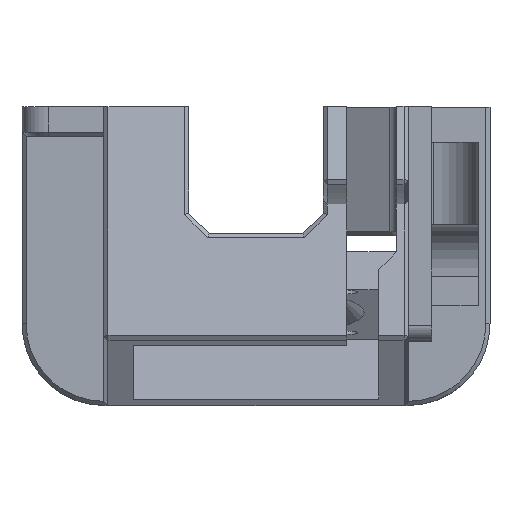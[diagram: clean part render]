
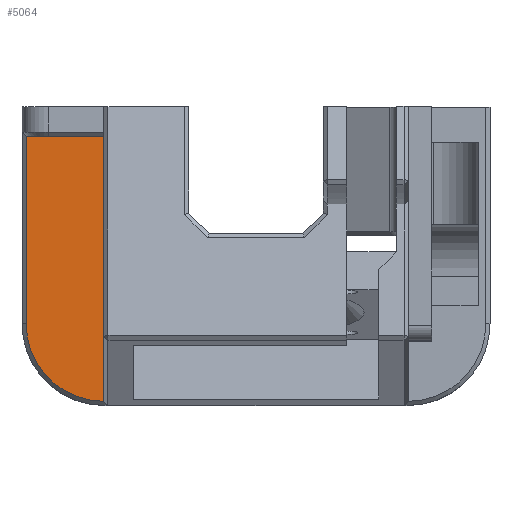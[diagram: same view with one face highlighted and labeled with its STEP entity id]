
A CAD part, top view. The second image highlights one B-rep face of the part: STEP entity #5064.
In plain terms, the highlighted planar face has unit normal (0, 0, 1).
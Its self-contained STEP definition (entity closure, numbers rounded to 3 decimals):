
#465 = PLANE('',#466);
#466 = AXIS2_PLACEMENT_3D('',#467,#468,#469);
#467 = CARTESIAN_POINT('',(-26.,-25.5,23.89));
#468 = DIRECTION('',(-1.,0.,0.));
#469 = DIRECTION('',(0.,0.,1.));
#726 = PLANE('',#727);
#727 = AXIS2_PLACEMENT_3D('',#728,#729,#730);
#728 = CARTESIAN_POINT('',(-11.85,-12.75,5.15));
#729 = DIRECTION('',(0.707,0.,0.707));
#730 = DIRECTION('',(0.707,0.,-0.707));
#1711 = VERTEX_POINT('',#1712);
#1712 = CARTESIAN_POINT('',(-26.,-32.711,5.5));
#1726 = PLANE('',#1727);
#1727 = AXIS2_PLACEMENT_3D('',#1728,#1729,#1730);
#1728 = CARTESIAN_POINT('',(-18.75,-25.461,18.82));
#1729 = DIRECTION('',(-0.707,0.707,0.));
#1730 = DIRECTION('',(0.,0.,1.));
#1738 = EDGE_CURVE('',#1739,#1711,#1741,.T.);
#1739 = VERTEX_POINT('',#1740);
#1740 = CARTESIAN_POINT('',(-26.,-50.283,5.5));
#1741 = SURFACE_CURVE('',#1742,(#1746,#1753),.PCURVE_S1.);
#1742 = LINE('',#1743,#1744);
#1743 = CARTESIAN_POINT('',(-26.,-25.5,5.5));
#1744 = VECTOR('',#1745,1.);
#1745 = DIRECTION('',(0.,1.,0.));
#1746 = PCURVE('',#465,#1747);
#1747 = DEFINITIONAL_REPRESENTATION('',(#1748),#1752);
#1748 = LINE('',#1749,#1750);
#1749 = CARTESIAN_POINT('',(-18.39,0.));
#1750 = VECTOR('',#1751,1.);
#1751 = DIRECTION('',(0.,1.));
#1752 = ( GEOMETRIC_REPRESENTATION_CONTEXT(2) 
PARAMETRIC_REPRESENTATION_CONTEXT() REPRESENTATION_CONTEXT('2D SPACE',''
  ) );
#1753 = PCURVE('',#1754,#1759);
#1754 = PLANE('',#1755);
#1755 = AXIS2_PLACEMENT_3D('',#1756,#1757,#1758);
#1756 = CARTESIAN_POINT('',(0.,-25.5,5.5));
#1757 = DIRECTION('',(0.,0.,1.));
#1758 = DIRECTION('',(1.,0.,0.));
#1759 = DEFINITIONAL_REPRESENTATION('',(#1760),#1764);
#1760 = LINE('',#1761,#1762);
#1761 = CARTESIAN_POINT('',(-26.,0.));
#1762 = VECTOR('',#1763,1.);
#1763 = DIRECTION('',(0.,1.));
#1764 = ( GEOMETRIC_REPRESENTATION_CONTEXT(2) 
PARAMETRIC_REPRESENTATION_CONTEXT() REPRESENTATION_CONTEXT('2D SPACE',''
  ) );
#1780 = PLANE('',#1781);
#1781 = AXIS2_PLACEMENT_3D('',#1782,#1783,#1784);
#1782 = CARTESIAN_POINT('',(-25.65,-42.532,42.264));
#1783 = DIRECTION('',(-0.707,-0.691,0.152));
#1784 = DIRECTION('',(0.211,0.,0.978)
  );
#1943 = PLANE('',#1944);
#1944 = AXIS2_PLACEMENT_3D('',#1945,#1946,#1947);
#1945 = CARTESIAN_POINT('',(-33.,-5.,12.125));
#1946 = DIRECTION('',(0.,1.,0.));
#1947 = DIRECTION('',(1.,0.,0.));
#2626 = PLANE('',#2627);
#2627 = AXIS2_PLACEMENT_3D('',#2628,#2629,#2630);
#2628 = CARTESIAN_POINT('',(-39.65,-31.25,5.15));
#2629 = DIRECTION('',(-0.707,0.,0.707));
#2630 = DIRECTION('',(0.707,0.,0.707));
#3160 = EDGE_CURVE('',#3161,#3163,#3165,.T.);
#3161 = VERTEX_POINT('',#3162);
#3162 = CARTESIAN_POINT('',(-12.2,-5.,5.5));
#3163 = VERTEX_POINT('',#3164);
#3164 = CARTESIAN_POINT('',(-12.2,-18.911,5.5));
#3165 = SURFACE_CURVE('',#3166,(#3170,#3177),.PCURVE_S1.);
#3166 = LINE('',#3167,#3168);
#3167 = CARTESIAN_POINT('',(-12.2,-12.75,5.5));
#3168 = VECTOR('',#3169,1.);
#3169 = DIRECTION('',(0.,-1.,0.));
#3170 = PCURVE('',#726,#3171);
#3171 = DEFINITIONAL_REPRESENTATION('',(#3172),#3176);
#3172 = LINE('',#3173,#3174);
#3173 = CARTESIAN_POINT('',(-0.495,0.));
#3174 = VECTOR('',#3175,1.);
#3175 = DIRECTION('',(0.,-1.));
#3176 = ( GEOMETRIC_REPRESENTATION_CONTEXT(2) 
PARAMETRIC_REPRESENTATION_CONTEXT() REPRESENTATION_CONTEXT('2D SPACE',''
  ) );
#3177 = PCURVE('',#1754,#3178);
#3178 = DEFINITIONAL_REPRESENTATION('',(#3179),#3183);
#3179 = LINE('',#3180,#3181);
#3180 = CARTESIAN_POINT('',(-12.2,12.75));
#3181 = VECTOR('',#3182,1.);
#3182 = DIRECTION('',(0.,-1.));
#3183 = ( GEOMETRIC_REPRESENTATION_CONTEXT(2) 
PARAMETRIC_REPRESENTATION_CONTEXT() REPRESENTATION_CONTEXT('2D SPACE',''
  ) );
#5042 = EDGE_CURVE('',#1711,#3163,#5043,.T.);
#5043 = SURFACE_CURVE('',#5044,(#5048,#5055),.PCURVE_S1.);
#5044 = LINE('',#5045,#5046);
#5045 = CARTESIAN_POINT('',(-14.072,-20.783,5.5));
#5046 = VECTOR('',#5047,1.);
#5047 = DIRECTION('',(0.707,0.707,0.));
#5048 = PCURVE('',#1726,#5049);
#5049 = DEFINITIONAL_REPRESENTATION('',(#5050),#5054);
#5050 = LINE('',#5051,#5052);
#5051 = CARTESIAN_POINT('',(-13.32,6.615));
#5052 = VECTOR('',#5053,1.);
#5053 = DIRECTION('',(0.,1.));
#5054 = ( GEOMETRIC_REPRESENTATION_CONTEXT(2) 
PARAMETRIC_REPRESENTATION_CONTEXT() REPRESENTATION_CONTEXT('2D SPACE',''
  ) );
#5055 = PCURVE('',#1754,#5056);
#5056 = DEFINITIONAL_REPRESENTATION('',(#5057),#5061);
#5057 = LINE('',#5058,#5059);
#5058 = CARTESIAN_POINT('',(-14.072,4.717));
#5059 = VECTOR('',#5060,1.);
#5060 = DIRECTION('',(0.707,0.707));
#5061 = ( GEOMETRIC_REPRESENTATION_CONTEXT(2) 
PARAMETRIC_REPRESENTATION_CONTEXT() REPRESENTATION_CONTEXT('2D SPACE',''
  ) );
#5064 = ADVANCED_FACE('',(#5065),#1754,.T.);
#5065 = FACE_BOUND('',#5066,.T.);
#5066 = EDGE_LOOP('',(#5067,#5068,#5091,#5114,#5143,#5164,#5165));
#5067 = ORIENTED_EDGE('',*,*,#3160,.F.);
#5068 = ORIENTED_EDGE('',*,*,#5069,.F.);
#5069 = EDGE_CURVE('',#5070,#3161,#5072,.T.);
#5070 = VERTEX_POINT('',#5071);
#5071 = CARTESIAN_POINT('',(-39.3,-5.,5.5));
#5072 = SURFACE_CURVE('',#5073,(#5077,#5084),.PCURVE_S1.);
#5073 = LINE('',#5074,#5075);
#5074 = CARTESIAN_POINT('',(-26.,-5.,5.5));
#5075 = VECTOR('',#5076,1.);
#5076 = DIRECTION('',(1.,0.,0.));
#5077 = PCURVE('',#1754,#5078);
#5078 = DEFINITIONAL_REPRESENTATION('',(#5079),#5083);
#5079 = LINE('',#5080,#5081);
#5080 = CARTESIAN_POINT('',(-26.,20.5));
#5081 = VECTOR('',#5082,1.);
#5082 = DIRECTION('',(1.,0.));
#5083 = ( GEOMETRIC_REPRESENTATION_CONTEXT(2) 
PARAMETRIC_REPRESENTATION_CONTEXT() REPRESENTATION_CONTEXT('2D SPACE',''
  ) );
#5084 = PCURVE('',#1943,#5085);
#5085 = DEFINITIONAL_REPRESENTATION('',(#5086),#5090);
#5086 = LINE('',#5087,#5088);
#5087 = CARTESIAN_POINT('',(7.,6.625));
#5088 = VECTOR('',#5089,1.);
#5089 = DIRECTION('',(1.,0.));
#5090 = ( GEOMETRIC_REPRESENTATION_CONTEXT(2) 
PARAMETRIC_REPRESENTATION_CONTEXT() REPRESENTATION_CONTEXT('2D SPACE',''
  ) );
#5091 = ORIENTED_EDGE('',*,*,#5092,.F.);
#5092 = EDGE_CURVE('',#5093,#5070,#5095,.T.);
#5093 = VERTEX_POINT('',#5094);
#5094 = CARTESIAN_POINT('',(-39.3,-37.,5.5));
#5095 = SURFACE_CURVE('',#5096,(#5100,#5107),.PCURVE_S1.);
#5096 = LINE('',#5097,#5098);
#5097 = CARTESIAN_POINT('',(-39.3,-31.25,5.5));
#5098 = VECTOR('',#5099,1.);
#5099 = DIRECTION('',(0.,1.,0.));
#5100 = PCURVE('',#1754,#5101);
#5101 = DEFINITIONAL_REPRESENTATION('',(#5102),#5106);
#5102 = LINE('',#5103,#5104);
#5103 = CARTESIAN_POINT('',(-39.3,-5.75));
#5104 = VECTOR('',#5105,1.);
#5105 = DIRECTION('',(0.,1.));
#5106 = ( GEOMETRIC_REPRESENTATION_CONTEXT(2) 
PARAMETRIC_REPRESENTATION_CONTEXT() REPRESENTATION_CONTEXT('2D SPACE',''
  ) );
#5107 = PCURVE('',#2626,#5108);
#5108 = DEFINITIONAL_REPRESENTATION('',(#5109),#5113);
#5109 = LINE('',#5110,#5111);
#5110 = CARTESIAN_POINT('',(0.495,0.));
#5111 = VECTOR('',#5112,1.);
#5112 = DIRECTION('',(0.,1.));
#5113 = ( GEOMETRIC_REPRESENTATION_CONTEXT(2) 
PARAMETRIC_REPRESENTATION_CONTEXT() REPRESENTATION_CONTEXT('2D SPACE',''
  ) );
#5114 = ORIENTED_EDGE('',*,*,#5115,.T.);
#5115 = EDGE_CURVE('',#5093,#5116,#5118,.T.);
#5116 = VERTEX_POINT('',#5117);
#5117 = CARTESIAN_POINT('',(-25.984,-50.3,5.5));
#5118 = SURFACE_CURVE('',#5119,(#5124,#5131),.PCURVE_S1.);
#5119 = CIRCLE('',#5120,13.3);
#5120 = AXIS2_PLACEMENT_3D('',#5121,#5122,#5123);
#5121 = CARTESIAN_POINT('',(-26.,-37.,5.5));
#5122 = DIRECTION('',(0.,0.,1.));
#5123 = DIRECTION('',(-1.,0.,0.));
#5124 = PCURVE('',#1754,#5125);
#5125 = DEFINITIONAL_REPRESENTATION('',(#5126),#5130);
#5126 = CIRCLE('',#5127,13.3);
#5127 = AXIS2_PLACEMENT_2D('',#5128,#5129);
#5128 = CARTESIAN_POINT('',(-26.,-11.5));
#5129 = DIRECTION('',(-1.,0.));
#5130 = ( GEOMETRIC_REPRESENTATION_CONTEXT(2) 
PARAMETRIC_REPRESENTATION_CONTEXT() REPRESENTATION_CONTEXT('2D SPACE',''
  ) );
#5131 = PCURVE('',#5132,#5137);
#5132 = CONICAL_SURFACE('',#5133,13.65,0.785);
#5133 = AXIS2_PLACEMENT_3D('',#5134,#5135,#5136);
#5134 = CARTESIAN_POINT('',(-26.,-37.,5.15));
#5135 = DIRECTION('',(0.,0.,-1.));
#5136 = DIRECTION('',(-1.,0.,0.));
#5137 = DEFINITIONAL_REPRESENTATION('',(#5138),#5142);
#5138 = LINE('',#5139,#5140);
#5139 = CARTESIAN_POINT('',(6.283,-0.35));
#5140 = VECTOR('',#5141,1.);
#5141 = DIRECTION('',(-1.,0.));
#5142 = ( GEOMETRIC_REPRESENTATION_CONTEXT(2) 
PARAMETRIC_REPRESENTATION_CONTEXT() REPRESENTATION_CONTEXT('2D SPACE',''
  ) );
#5143 = ORIENTED_EDGE('',*,*,#5144,.T.);
#5144 = EDGE_CURVE('',#5116,#1739,#5145,.T.);
#5145 = SURFACE_CURVE('',#5146,(#5150,#5157),.PCURVE_S1.);
#5146 = LINE('',#5147,#5148);
#5147 = CARTESIAN_POINT('',(-27.7,-48.542,5.5));
#5148 = VECTOR('',#5149,1.);
#5149 = DIRECTION('',(-0.699,0.715,0.));
#5150 = PCURVE('',#1754,#5151);
#5151 = DEFINITIONAL_REPRESENTATION('',(#5152),#5156);
#5152 = LINE('',#5153,#5154);
#5153 = CARTESIAN_POINT('',(-27.7,-23.042));
#5154 = VECTOR('',#5155,1.);
#5155 = DIRECTION('',(-0.699,0.715));
#5156 = ( GEOMETRIC_REPRESENTATION_CONTEXT(2) 
PARAMETRIC_REPRESENTATION_CONTEXT() REPRESENTATION_CONTEXT('2D SPACE',''
  ) );
#5157 = PCURVE('',#1780,#5158);
#5158 = DEFINITIONAL_REPRESENTATION('',(#5159),#5163);
#5159 = LINE('',#5160,#5161);
#5160 = CARTESIAN_POINT('',(-36.372,-8.309));
#5161 = VECTOR('',#5162,1.);
#5162 = DIRECTION('',(-0.147,0.989));
#5163 = ( GEOMETRIC_REPRESENTATION_CONTEXT(2) 
PARAMETRIC_REPRESENTATION_CONTEXT() REPRESENTATION_CONTEXT('2D SPACE',''
  ) );
#5164 = ORIENTED_EDGE('',*,*,#1738,.T.);
#5165 = ORIENTED_EDGE('',*,*,#5042,.T.);
